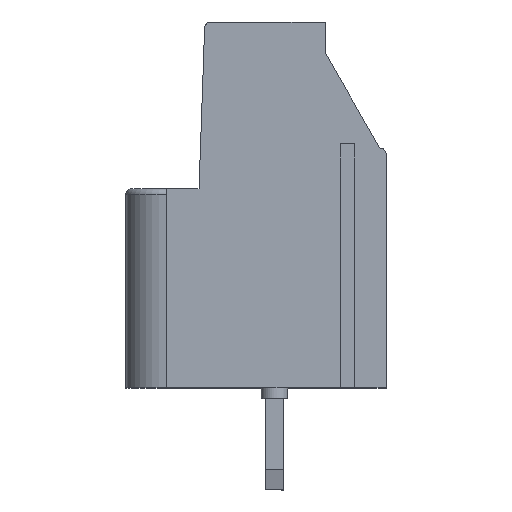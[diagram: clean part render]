
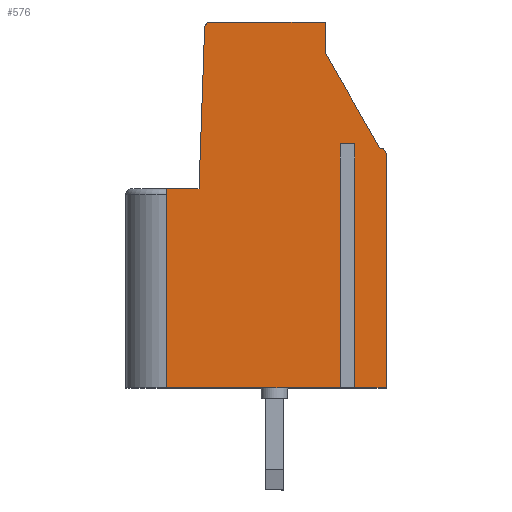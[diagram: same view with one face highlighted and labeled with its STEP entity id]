
A CAD part, top view. The second image highlights one B-rep face of the part: STEP entity #576.
In plain terms, the highlighted planar face has unit normal (0, 0, 1).
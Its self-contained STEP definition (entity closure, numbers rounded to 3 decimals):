
#576=ADVANCED_FACE('',(#1226),#1227,.F.);
#1226=FACE_OUTER_BOUND('',#1925,.T.);
#1227=PLANE('',#1926);
#1925=EDGE_LOOP('',(#3632,#3633,#3634,#3635,#3636,#3637,#3638,#3639,#3640,#3641,#3642,#3643,#3644,#3645));
#1926=AXIS2_PLACEMENT_3D('',#3646,#3647,#3648);
#3632=ORIENTED_EDGE('',*,*,#4212,.T.);
#3633=ORIENTED_EDGE('',*,*,#4761,.F.);
#3634=ORIENTED_EDGE('',*,*,#4541,.F.);
#3635=ORIENTED_EDGE('',*,*,#4806,.T.);
#3636=ORIENTED_EDGE('',*,*,#4800,.F.);
#3637=ORIENTED_EDGE('',*,*,#4756,.F.);
#3638=ORIENTED_EDGE('',*,*,#4227,.T.);
#3639=ORIENTED_EDGE('',*,*,#4626,.F.);
#3640=ORIENTED_EDGE('',*,*,#4467,.T.);
#3641=ORIENTED_EDGE('',*,*,#4332,.T.);
#3642=ORIENTED_EDGE('',*,*,#4591,.T.);
#3643=ORIENTED_EDGE('',*,*,#4675,.F.);
#3644=ORIENTED_EDGE('',*,*,#4383,.T.);
#3645=ORIENTED_EDGE('',*,*,#4308,.F.);
#3646=CARTESIAN_POINT('',(-43.954,-75.486,-0.57));
#3647=DIRECTION('',(0.,0.0,-1.0));
#3648=DIRECTION('',(-1.0,0.0,0.));
#4212=EDGE_CURVE('',#5064,#5062,#5065,.T.);
#4227=EDGE_CURVE('',#5090,#5087,#5091,.T.);
#4308=EDGE_CURVE('',#5064,#5219,#5220,.T.);
#4332=EDGE_CURVE('',#5256,#5260,#5262,.T.);
#4383=EDGE_CURVE('',#5340,#5219,#5343,.T.);
#4467=EDGE_CURVE('',#5466,#5256,#5467,.T.);
#4541=EDGE_CURVE('',#5577,#5575,#5579,.T.);
#4591=EDGE_CURVE('',#5260,#5654,#5656,.T.);
#4626=EDGE_CURVE('',#5466,#5087,#5704,.T.);
#4675=EDGE_CURVE('',#5340,#5654,#5779,.T.);
#4756=EDGE_CURVE('',#5090,#5883,#5884,.T.);
#4761=EDGE_CURVE('',#5575,#5062,#5891,.T.);
#4800=EDGE_CURVE('',#5883,#5938,#5939,.T.);
#4806=EDGE_CURVE('',#5577,#5938,#5946,.T.);
#5062=VERTEX_POINT('',#6359);
#5064=VERTEX_POINT('',#6362);
#5065=LINE('',#6363,#6364);
#5087=VERTEX_POINT('',#6443);
#5090=VERTEX_POINT('',#6447);
#5091=LINE('',#6448,#6449);
#5219=VERTEX_POINT('',#6631);
#5220=LINE('',#6632,#6633);
#5256=VERTEX_POINT('',#6679);
#5260=VERTEX_POINT('',#6685);
#5262=LINE('',#6688,#6689);
#5340=VERTEX_POINT('',#6788);
#5343=LINE('',#6793,#6794);
#5466=VERTEX_POINT('',#6967);
#5467=LINE('',#6968,#6969);
#5575=VERTEX_POINT('',#7211);
#5577=VERTEX_POINT('',#7214);
#5579=LINE('',#7217,#7218);
#5654=VERTEX_POINT('',#7314);
#5656=LINE('',#7317,#7318);
#5704=CIRCLE('',#7378,0.3);
#5779=CIRCLE('',#7476,0.3);
#5883=VERTEX_POINT('',#7667);
#5884=LINE('',#7668,#7669);
#5891=LINE('',#7680,#7681);
#5938=VERTEX_POINT('',#7741);
#5939=LINE('',#7742,#7743);
#5946=LINE('',#7753,#7754);
#6359=CARTESIAN_POINT('',(-9.257,0.0,-0.57));
#6362=CARTESIAN_POINT('',(-9.257,9.8,-0.57));
#6363=CARTESIAN_POINT('',(-9.257,-75.486,-0.57));
#6364=VECTOR('',#8020,1.0);
#6443=CARTESIAN_POINT('',(1.543,11.5,-0.57));
#6447=CARTESIAN_POINT('',(1.543,0.0,-0.57));
#6448=CARTESIAN_POINT('',(1.543,-75.486,-0.57));
#6449=VECTOR('',#8031,1.0);
#6631=CARTESIAN_POINT('',(-7.66,9.8,-0.57));
#6632=CARTESIAN_POINT('',(-43.954,9.8,-0.57));
#6633=VECTOR('',#8113,1.0);
#6679=CARTESIAN_POINT('',(-1.457,16.477,-0.57));
#6685=CARTESIAN_POINT('',(-1.457,18.0,-0.57));
#6688=CARTESIAN_POINT('',(-1.457,-75.486,-0.57));
#6689=VECTOR('',#8154,1.0);
#6788=CARTESIAN_POINT('',(-7.384,17.71,-0.57));
#6793=CARTESIAN_POINT('',(-10.639,-75.486,-0.57));
#6794=VECTOR('',#8226,1.0);
#6967=CARTESIAN_POINT('',(1.243,11.8,-0.57));
#6968=CARTESIAN_POINT('',(51.638,-75.486,-0.57));
#6969=VECTOR('',#8307,1.0);
#7211=CARTESIAN_POINT('',(-0.564,0.0,-0.57));
#7214=CARTESIAN_POINT('',(-0.564,12.0,-0.57));
#7217=CARTESIAN_POINT('',(-0.564,-75.486,-0.57));
#7218=VECTOR('',#8390,1.0);
#7314=CARTESIAN_POINT('',(-7.084,18.,-0.57));
#7317=CARTESIAN_POINT('',(-43.954,18.0,-0.57));
#7318=VECTOR('',#8458,1.0);
#7378=AXIS2_PLACEMENT_3D('',#8507,#8508,#8509);
#7476=AXIS2_PLACEMENT_3D('',#8572,#8573,#8574);
#7667=CARTESIAN_POINT('',(-0.15,0.0,-0.57));
#7668=CARTESIAN_POINT('',(-43.954,0.0,-0.57));
#7669=VECTOR('',#8647,1.0);
#7680=CARTESIAN_POINT('',(-43.954,0.0,-0.57));
#7681=VECTOR('',#8652,1.0);
#7741=CARTESIAN_POINT('',(-0.15,12.0,-0.57));
#7742=CARTESIAN_POINT('',(-0.15,-75.486,-0.57));
#7743=VECTOR('',#8708,1.0);
#7753=CARTESIAN_POINT('',(-43.954,12.0,-0.57));
#7754=VECTOR('',#8712,1.0);
#8020=DIRECTION('',(0.0,-1.0,0.0));
#8031=DIRECTION('',(0.0,1.0,0.0));
#8113=DIRECTION('',(1.0,0.0,0.));
#8154=DIRECTION('',(0.0,1.0,0.0));
#8226=DIRECTION('',(-0.035,-0.999,0.));
#8307=DIRECTION('',(-0.5,0.866,0.));
#8390=DIRECTION('',(0.0,-1.0,0.0));
#8458=DIRECTION('',(-1.0,0.0,0.));
#8507=CARTESIAN_POINT('',(1.243,11.5,-0.57));
#8508=DIRECTION('',(0.,0.0,-1.0));
#8509=DIRECTION('',(-1.0,0.0,0.));
#8572=CARTESIAN_POINT('',(-7.084,17.7,-0.57));
#8573=DIRECTION('',(0.,0.0,-1.0));
#8574=DIRECTION('',(-1.0,0.0,0.));
#8647=DIRECTION('',(-1.0,0.0,0.));
#8652=DIRECTION('',(-1.0,0.0,0.));
#8708=DIRECTION('',(0.0,1.0,0.0));
#8712=DIRECTION('',(1.0,0.0,0.));
